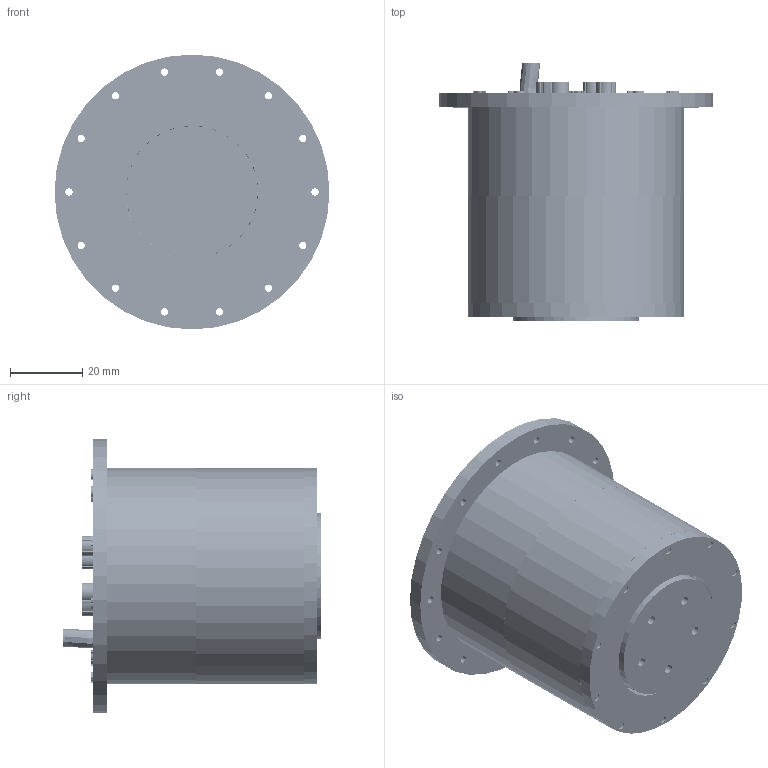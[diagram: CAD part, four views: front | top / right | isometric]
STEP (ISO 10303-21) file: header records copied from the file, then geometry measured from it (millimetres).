
FILE_DESCRIPTION (( 'STEP AP203' ), '1' );
FILE_NAME ('Double-cycloidal-disc-reducer.STEP', '2025-11-18T12:25:58', ( '' ), ( '' ), 'SwSTEP 2.0', 'SolidWorks 2025', '' );
FILE_SCHEMA (( 'CONFIG_CONTROL_DESIGN' ));
Length unit declared in the file: millimetre
Products named in the file (27): 电机; 销3_28; 外壳中间; 摆线盘B; 外壳下部; 销2_21; d6D10b3; 销底盘; 轴套3_5_2; Double-cycloidal-disc-reducer; 销2_28; 摆线偏心 1; 上盖; 外壳底; BCTC-S6-P-673ZZ-3d-6D; 盖子轴承35d44D5b; M2-60; 外壳上盖; 轴套3_5_7; 输出盘; 输出轴转子; d10D15B4; d25D32b4; M3_10; 减速器输出轴; 摆线盘A上; 摆线偏心2
Assembly tree (134 placements, depth 2):
  Double-cycloidal-disc-reducer
    外壳底
    电机
    销3_28  x10
    轴套3_5_2  x40
    BCTC-S6-P-673ZZ-3d-6D  x20
    轴套3_5_7  x10
    减速器输出轴
    销2_28  x2
    M3_10  x8
    d25D32b4
    销底盘
    销2_21  x5
    摆线偏心 1
    d10D15B4  x3
    d6D10b3  x10
    摆线盘A上
    摆线偏心2
    摆线盘B
    输出轴转子
    输出盘
    盖子轴承35d44D5b
    上盖
    外壳下部
    外壳中间
    M2-60  x10
    外壳上盖
Bounding box: 76 x 71.28 x 76 mm (x, y, z)
Volume: 134493 mm3; surface area: 99221.3 mm2
Topology: 415 solids, 415 shells, 4027 faces, 11094 edges, 7459 vertices
Faces by surface type: cylinder 2941, plane 531, sphere 514, cone 26, torus 9, bspline 6
Entity records: 43103 total; most frequent: CARTESIAN_POINT 8254, DIRECTION 6974, ORIENTED_EDGE 5466, AXIS2_PLACEMENT_3D 3004, EDGE_CURVE 2733, VERTEX_POINT 1850, CIRCLE 1749, EDGE_LOOP 1413
